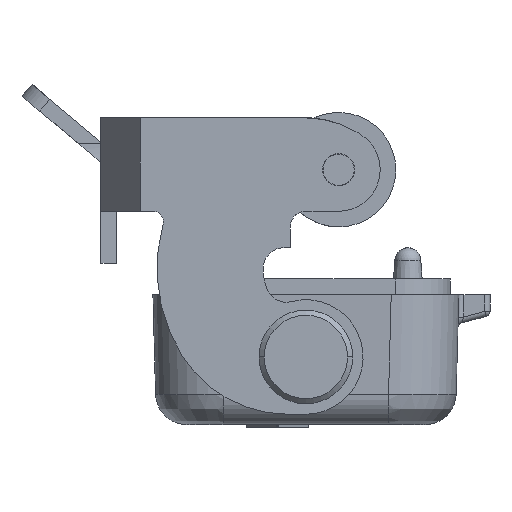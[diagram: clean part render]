
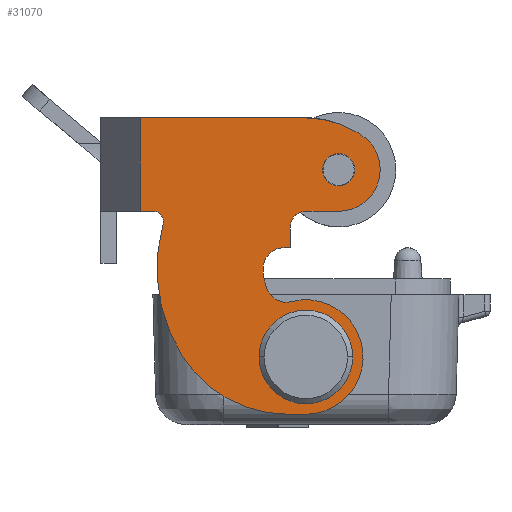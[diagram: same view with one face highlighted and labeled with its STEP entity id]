
A CAD part, left-side view. The second image highlights one B-rep face of the part: STEP entity #31070.
In plain terms, the highlighted face is planar.
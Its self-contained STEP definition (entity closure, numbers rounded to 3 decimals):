
#590=CARTESIAN_POINT('',(46.05,114.78,15.));
#600=VERTEX_POINT('',#590);
#650=CARTESIAN_POINT('',(44.05,114.78,15.));
#660=DIRECTION('',(0.,-1.,0.));
#670=DIRECTION('',(1.,0.,0.));
#680=AXIS2_PLACEMENT_3D('',#650,#660,#670);
#690=CIRCLE('',#680,2.);
#700=CARTESIAN_POINT('',(44.05,114.78,17.));
#710=VERTEX_POINT('',#700);
#720=EDGE_CURVE('',#600,#710,#690,.T.);
#1040=CARTESIAN_POINT('',(57.85,114.78,25.));
#1050=DIRECTION('',(0.,0.,-1.));
#1060=VECTOR('',#1050,1.);
#1070=LINE('',#1040,#1060);
#1080=CARTESIAN_POINT('',(57.85,114.78,29.5));
#1090=VERTEX_POINT('',#1080);
#1100=CARTESIAN_POINT('',(57.85,114.78,20.5));
#1110=VERTEX_POINT('',#1100);
#1120=EDGE_CURVE('',#1090,#1110,#1070,.T.);
#3480=CARTESIAN_POINT('',(45.708,114.78,13.072));
#3490=VERTEX_POINT('',#3480);
#3520=CARTESIAN_POINT('',(40.45,114.78,15.));
#3530=DIRECTION('',(0.,-1.,0.));
#3540=DIRECTION('',(1.,0.,0.));
#3550=AXIS2_PLACEMENT_3D('',#3520,#3530,#3540);
#3560=CIRCLE('',#3550,5.6);
#3570=EDGE_CURVE('',#3490,#600,#3560,.T.);
#4760=CARTESIAN_POINT('',(46.45,114.78,6.5));
#4770=VERTEX_POINT('',#4760);
#4930=CARTESIAN_POINT('',(37.45,114.78,6.5));
#4940=VERTEX_POINT('',#4930);
#4970=CARTESIAN_POINT('',(41.95,114.78,6.5));
#4980=DIRECTION('',(0.,-1.,0.));
#4990=DIRECTION('',(1.,0.,0.));
#5000=AXIS2_PLACEMENT_3D('',#4970,#4980,#4990);
#5010=CIRCLE('',#5000,4.5);
#5020=EDGE_CURVE('',#4940,#4770,#5010,.T.);
#9300=CARTESIAN_POINT('',(55.673,114.78,19.232));
#9310=VERTEX_POINT('',#9300);
#9470=CARTESIAN_POINT('',(56.636,114.78,20.5));
#9480=VERTEX_POINT('',#9470);
#9510=CARTESIAN_POINT('',(56.636,114.78,19.5));
#9520=DIRECTION('',(0.,-1.,0.));
#9530=DIRECTION('',(1.,0.,0.));
#9540=AXIS2_PLACEMENT_3D('',#9510,#9520,#9530);
#9550=CIRCLE('',#9540,1.);
#9560=EDGE_CURVE('',#9480,#9310,#9550,.T.);
#13410=CARTESIAN_POINT('',(36.8,114.78,27.964));
#13420=VERTEX_POINT('',#13410);
#13450=CARTESIAN_POINT('',(37.14,114.78,28.16));
#13460=DIRECTION('',(-0.866,0.,
-0.5));
#13470=VECTOR('',#13460,1.);
#13480=LINE('',#13450,#13470);
#13490=CARTESIAN_POINT('',(37.14,114.78,28.16));
#13500=VERTEX_POINT('',#13490);
#13510=EDGE_CURVE('',#13500,#13420,#13480,.T.);
#14950=CARTESIAN_POINT('',(40.45,114.78,15.));
#14960=DIRECTION('',(0.,-1.,0.));
#14970=DIRECTION('',(1.,0.,0.));
#14980=AXIS2_PLACEMENT_3D('',#14950,#14960,#14970);
#14990=CIRCLE('',#14980,15.8);
#15000=CARTESIAN_POINT('',(53.885,114.78,6.684));
#15010=VERTEX_POINT('',#15000);
#15020=EDGE_CURVE('',#15010,#9310,#14990,.T.);
#20010=CARTESIAN_POINT('',(42.14,114.78,29.5));
#20020=VERTEX_POINT('',#20010);
#20050=CARTESIAN_POINT('',(42.14,114.78,29.5));
#20060=DIRECTION('',(1.,0.,0.));
#20070=VECTOR('',#20060,1.);
#20080=LINE('',#20050,#20070);
#20090=EDGE_CURVE('',#20020,#1090,#20080,.T.);
#23400=CARTESIAN_POINT('',(107.74,114.78,17.));
#23410=DIRECTION('',(1.,0.,0.));
#23420=VECTOR('',#23410,1.);
#23430=LINE('',#23400,#23420);
#23440=CARTESIAN_POINT('',(43.45,114.78,17.));
#23450=VERTEX_POINT('',#23440);
#23460=EDGE_CURVE('',#23450,#710,#23430,.T.);
#24170=CARTESIAN_POINT('',(42.14,114.78,19.5));
#24180=DIRECTION('',(0.,-1.,0.));
#24190=DIRECTION('',(1.,0.,0.));
#24200=AXIS2_PLACEMENT_3D('',#24170,#24180,#24190);
#24210=CIRCLE('',#24200,10.);
#24220=EDGE_CURVE('',#20020,#13500,#24210,.T.);
#25160=CARTESIAN_POINT('',(40.35,114.78,24.5));
#25170=VERTEX_POINT('',#25160);
#25330=CARTESIAN_POINT('',(37.25,114.78,24.5));
#25340=VERTEX_POINT('',#25330);
#25370=CARTESIAN_POINT('',(38.8,114.78,24.5));
#25380=DIRECTION('',(0.,-1.,0.));
#25390=DIRECTION('',(1.,0.,0.));
#25400=AXIS2_PLACEMENT_3D('',#25370,#25380,#25390);
#25410=CIRCLE('',#25400,1.55);
#25420=EDGE_CURVE('',#25340,#25170,#25410,.T.);
#26950=CARTESIAN_POINT('',(43.45,114.78,19.));
#26960=VERTEX_POINT('',#26950);
#27010=CARTESIAN_POINT('',(43.45,114.78,19.));
#27020=DIRECTION('',(0.,0.,-1.));
#27030=VECTOR('',#27020,1.);
#27040=LINE('',#27010,#27030);
#27050=EDGE_CURVE('',#26960,#23450,#27040,.T.);
#27260=CARTESIAN_POINT('',(43.329,114.78,11.824));
#27270=VERTEX_POINT('',#27260);
#27350=CARTESIAN_POINT('',(41.95,114.78,1.));
#27360=VERTEX_POINT('',#27350);
#27390=CARTESIAN_POINT('',(41.95,114.78,6.5));
#27400=DIRECTION('',(0.,-1.,0.));
#27410=DIRECTION('',(1.,0.,0.));
#27420=AXIS2_PLACEMENT_3D('',#27390,#27400,#27410);
#27430=CIRCLE('',#27420,5.5);
#27440=EDGE_CURVE('',#27270,#27360,#27430,.T.);
#27650=CARTESIAN_POINT('',(38.8,114.78,20.5));
#27660=VERTEX_POINT('',#27650);
#27740=CARTESIAN_POINT('',(41.95,114.78,20.5));
#27750=VERTEX_POINT('',#27740);
#27780=CARTESIAN_POINT('',(38.8,114.78,20.5));
#27790=DIRECTION('',(1.,0.,0.));
#27800=VECTOR('',#27790,1.);
#27810=LINE('',#27780,#27800);
#27820=EDGE_CURVE('',#27660,#27750,#27810,.T.);
#28070=CARTESIAN_POINT('',(107.74,114.78,20.5));
#28080=DIRECTION('',(-1.,0.,0.));
#28090=VECTOR('',#28080,1.);
#28100=LINE('',#28070,#28090);
#28110=EDGE_CURVE('',#1110,#9480,#28100,.T.);
#29150=CARTESIAN_POINT('',(41.95,114.78,19.));
#29160=DIRECTION('',(0.,-1.,0.));
#29170=DIRECTION('',(1.,0.,0.));
#29180=AXIS2_PLACEMENT_3D('',#29150,#29160,#29170);
#29190=CIRCLE('',#29180,1.5);
#29200=EDGE_CURVE('',#26960,#27750,#29190,.T.);
#30470=CARTESIAN_POINT('',(107.74,114.78,17.721));
#30480=DIRECTION('',(0.,-1.,0.));
#30490=DIRECTION('',(1.,0.,0.));
#30500=AXIS2_PLACEMENT_3D('',#30470,#30480,#30490);
#30510=PLANE('',#30500);
#30520=EDGE_CURVE('',#25170,#25340,#25410,.T.);
#30530=ORIENTED_EDGE('',*,*,#30520,.T.);
#30540=ORIENTED_EDGE('',*,*,#25420,.T.);
#30550=EDGE_LOOP('',(#30540,#30530));
#30560=FACE_BOUND('',#30550,.T.);
#30570=ORIENTED_EDGE('',*,*,#1120,.T.);
#30580=ORIENTED_EDGE('',*,*,#20090,.T.);
#30590=ORIENTED_EDGE('',*,*,#24220,.F.);
#30600=ORIENTED_EDGE('',*,*,#13510,.F.);
#30610=CARTESIAN_POINT('',(38.8,114.78,24.5));
#30620=DIRECTION('',(0.,-1.,0.));
#30630=DIRECTION('',(1.,0.,0.));
#30640=AXIS2_PLACEMENT_3D('',#30610,#30620,#30630);
#30650=CIRCLE('',#30640,4.);
#30660=EDGE_CURVE('',#13420,#27660,#30650,.T.);
#30670=ORIENTED_EDGE('',*,*,#30660,.F.);
#30680=ORIENTED_EDGE('',*,*,#27820,.F.);
#30690=ORIENTED_EDGE('',*,*,#29200,.T.);
#30700=ORIENTED_EDGE('',*,*,#27050,.F.);
#30710=ORIENTED_EDGE('',*,*,#23460,.F.);
#30720=ORIENTED_EDGE('',*,*,#720,.T.);
#30730=ORIENTED_EDGE('',*,*,#3570,.T.);
#30740=CARTESIAN_POINT('',(43.83,114.78,13.761));
#30750=DIRECTION('',(0.,-1.,0.));
#30760=DIRECTION('',(1.,0.,0.));
#30770=AXIS2_PLACEMENT_3D('',#30740,#30750,#30760);
#30780=CIRCLE('',#30770,2.);
#30790=EDGE_CURVE('',#27270,#3490,#30780,.T.);
#30800=ORIENTED_EDGE('',*,*,#30790,.T.);
#30810=ORIENTED_EDGE('',*,*,#27440,.F.);
#30820=CARTESIAN_POINT('',(41.95,114.78,1.));
#30830=DIRECTION('',(1.,0.,0.));
#30840=VECTOR('',#30830,1.);
#30850=LINE('',#30820,#30840);
#30860=CARTESIAN_POINT('',(43.681,114.78,1.));
#30870=VERTEX_POINT('',#30860);
#30880=EDGE_CURVE('',#27360,#30870,#30850,.T.);
#30890=ORIENTED_EDGE('',*,*,#30880,.F.);
#30900=CARTESIAN_POINT('',(43.681,114.78,13.));
#30910=DIRECTION('',(0.,-1.,0.));
#30920=DIRECTION('',(1.,0.,0.));
#30930=AXIS2_PLACEMENT_3D('',#30900,#30910,#30920);
#30940=CIRCLE('',#30930,12.);
#30950=EDGE_CURVE('',#30870,#15010,#30940,.T.);
#30960=ORIENTED_EDGE('',*,*,#30950,.F.);
#30970=ORIENTED_EDGE('',*,*,#15020,.F.);
#30980=ORIENTED_EDGE('',*,*,#9560,.T.);
#30990=ORIENTED_EDGE('',*,*,#28110,.T.);
#31000=EDGE_LOOP('',(#30990,#30980,#30970,#30960,#30890,#30810,#30800,
#30730,#30720,#30710,#30700,#30690,#30680,#30670,#30600,#30590,#30580,
#30570));
#31010=FACE_OUTER_BOUND('',#31000,.T.);
#31020=EDGE_CURVE('',#4770,#4940,#5010,.T.);
#31030=ORIENTED_EDGE('',*,*,#31020,.T.);
#31040=ORIENTED_EDGE('',*,*,#5020,.T.);
#31050=EDGE_LOOP('',(#31040,#31030));
#31060=FACE_BOUND('',#31050,.T.);
#31070=ADVANCED_FACE('',(#30560,#31010,#31060),#30510,.F.);
